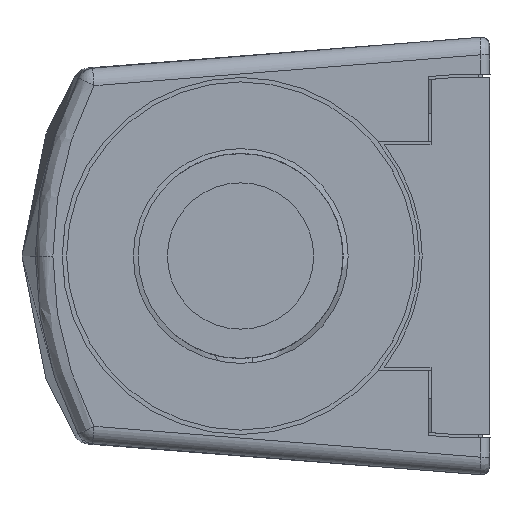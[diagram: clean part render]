
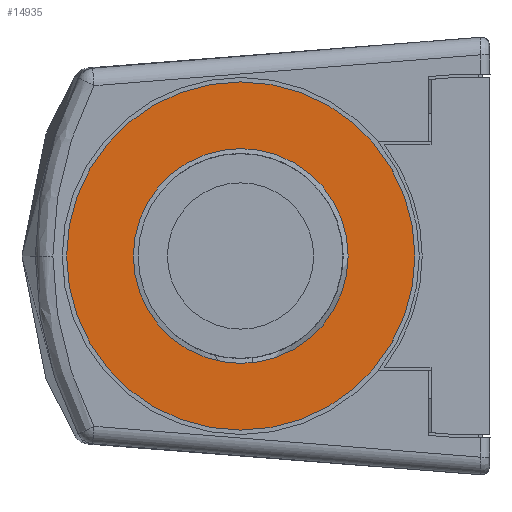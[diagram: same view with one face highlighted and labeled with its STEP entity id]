
A CAD part, left-side view. The second image highlights one B-rep face of the part: STEP entity #14935.
In plain terms, the highlighted face is planar.
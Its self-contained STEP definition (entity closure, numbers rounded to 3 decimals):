
#238=FACE_BOUND('',#2902,.T.);
#1225=CIRCLE('',#16315,3.67);
#1226=CIRCLE('',#16317,5.95);
#2060=FACE_OUTER_BOUND('',#2901,.T.);
#2901=EDGE_LOOP('',(#12212));
#2902=EDGE_LOOP('',(#12213));
#6581=VERTEX_POINT('',#30732);
#6582=VERTEX_POINT('',#30736);
#8546=EDGE_CURVE('',#6581,#6581,#1225,.T.);
#8547=EDGE_CURVE('',#6582,#6582,#1226,.T.);
#12212=ORIENTED_EDGE('',*,*,#8547,.T.);
#12213=ORIENTED_EDGE('',*,*,#8546,.T.);
#13642=PLANE('',#16316);
#14935=ADVANCED_FACE('',(#2060,#238),#13642,.F.);
#16315=AXIS2_PLACEMENT_3D('',#30734,#19651,#19652);
#16316=AXIS2_PLACEMENT_3D('',#30735,#19653,#19654);
#16317=AXIS2_PLACEMENT_3D('',#30737,#19655,#19656);
#19651=DIRECTION('center_axis',(-1.,0.,0.));
#19652=DIRECTION('ref_axis',(0.,1.,0.));
#19653=DIRECTION('center_axis',(-1.,0.,0.));
#19654=DIRECTION('ref_axis',(0.,0.,1.));
#19655=DIRECTION('center_axis',(1.,0.,0.));
#19656=DIRECTION('ref_axis',(0.,1.,0.));
#30732=CARTESIAN_POINT('',(302.827,295.575,0.));
#30734=CARTESIAN_POINT('Origin',(302.827,299.245,0.));
#30735=CARTESIAN_POINT('Origin',(302.827,304.02,0.));
#30736=CARTESIAN_POINT('',(302.827,293.295,0.));
#30737=CARTESIAN_POINT('Origin',(302.827,299.245,0.));
